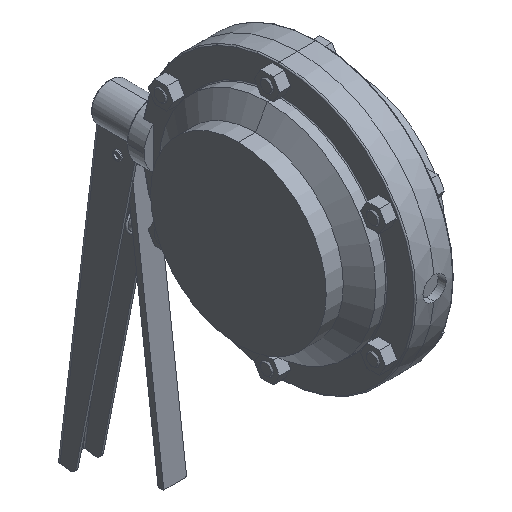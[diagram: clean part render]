
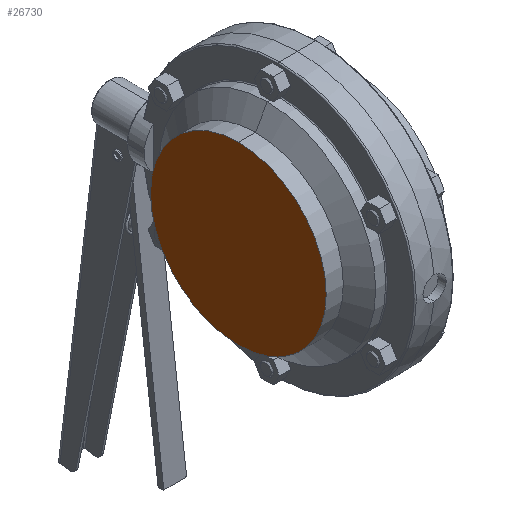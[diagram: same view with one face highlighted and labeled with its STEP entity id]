
A CAD part, isometric view. The second image highlights one B-rep face of the part: STEP entity #26730.
In plain terms, the highlighted planar face has unit normal (-1, 0, 0).
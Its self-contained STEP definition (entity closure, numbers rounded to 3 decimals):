
#26330=CARTESIAN_POINT('',(-52.,0.,-77.));
#26340=VERTEX_POINT('',#26330);
#26420=CARTESIAN_POINT('',(-52.,0.,77.));
#26430=VERTEX_POINT('',#26420);
#26460=CARTESIAN_POINT('',(-52.,0.,0.));
#26470=DIRECTION('',(1.,0.,0.));
#26480=DIRECTION('',(0.,0.,1.));
#26490=AXIS2_PLACEMENT_3D('',#26460,#26470,#26480);
#26500=CIRCLE('',#26490,77.);
#26510=EDGE_CURVE('',#26340,#26430,#26500,.T.);
#26630=CARTESIAN_POINT('',(-52.,0.,76.25));
#26640=DIRECTION('',(1.,0.,0.));
#26650=DIRECTION('',(0.,0.,1.));
#26660=AXIS2_PLACEMENT_3D('',#26630,#26640,#26650);
#26670=PLANE('',#26660);
#26680=EDGE_CURVE('',#26430,#26340,#26500,.T.);
#26690=ORIENTED_EDGE('',*,*,#26680,.F.);
#26700=ORIENTED_EDGE('',*,*,#26510,.F.);
#26710=EDGE_LOOP('',(#26700,#26690));
#26720=FACE_OUTER_BOUND('',#26710,.T.);
#26730=ADVANCED_FACE('',(#26720),#26670,.F.);
